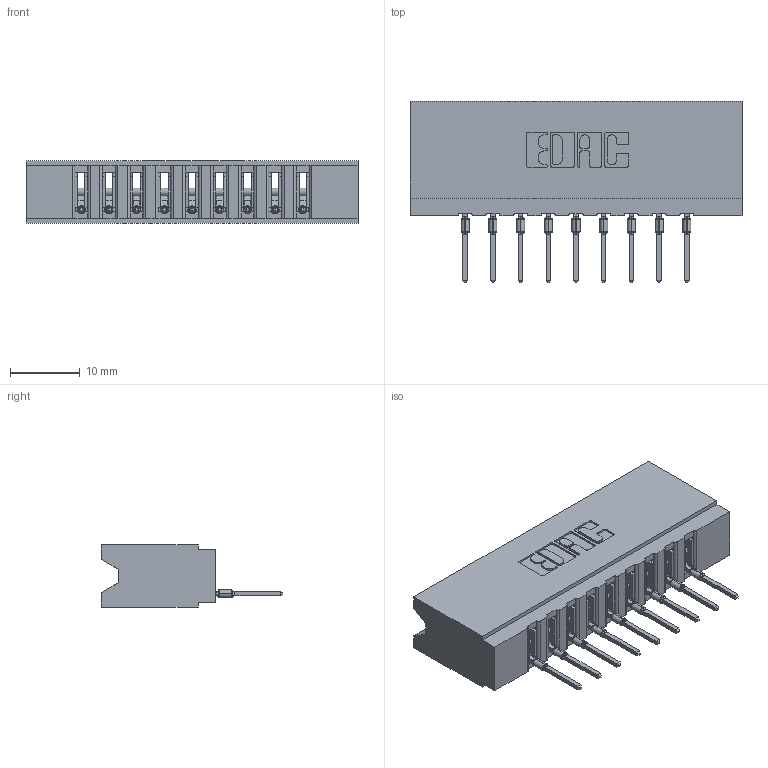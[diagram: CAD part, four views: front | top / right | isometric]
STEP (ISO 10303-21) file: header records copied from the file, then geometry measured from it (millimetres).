
FILE_DESCRIPTION (( 'STEP AP203' ), '1' );
FILE_NAME ('737-009-522-106.STEP', '2020-09-10T18:35:19', ( '' ), ( '' ), 'SwSTEP 2.0', 'SolidWorks 2020', '' );
FILE_SCHEMA (( 'CONFIG_CONTROL_DESIGN' ));
Length unit declared in the file: inch
Products named in the file (3): 745-292-001_522; 737-009-522-106; 737 Part_Insulator Option - 06
Assembly tree (10 placements, depth 2):
  737-009-522-106
    737 Part_Insulator Option - 06
    745-292-001_522  x9
Bounding box: 47.5 x 25.92 x 8.89 mm (x, y, z)
Volume: 4805.8 mm3; surface area: 5875.9 mm2
Topology: 10 solids, 10 shells, 1112 faces, 3056 edges, 1934 vertices
Faces by surface type: plane 667, cylinder 211, bspline 180, torus 54
Entity records: 19659 total; most frequent: CARTESIAN_POINT 3965, ORIENTED_EDGE 3344, DIRECTION 2930, EDGE_CURVE 1672, VECTOR 1436, LINE 1436, VERTEX_POINT 1070, AXIS2_PLACEMENT_3D 747
